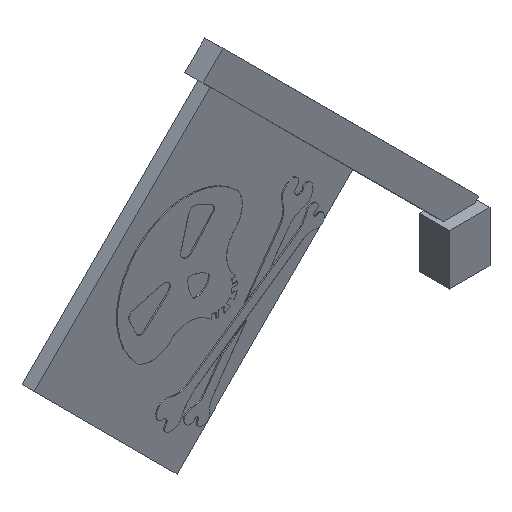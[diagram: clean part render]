
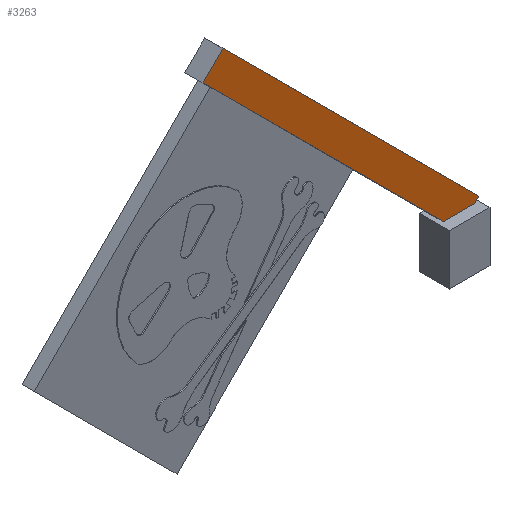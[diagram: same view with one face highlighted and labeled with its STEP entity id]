
A CAD part, isometric view. The second image highlights one B-rep face of the part: STEP entity #3263.
In plain terms, the highlighted planar face has unit normal (0, -1, 0).
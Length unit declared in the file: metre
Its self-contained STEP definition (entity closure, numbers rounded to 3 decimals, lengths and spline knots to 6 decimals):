
#144=LINE('',#5081,#453);
#155=LINE('',#5103,#464);
#165=LINE('',#5123,#474);
#168=LINE('',#5129,#477);
#169=LINE('',#5131,#478);
#453=VECTOR('',#3990,1.);
#464=VECTOR('',#4003,1.);
#474=VECTOR('',#4025,1.);
#477=VECTOR('',#4030,1.);
#478=VECTOR('',#4031,1.);
#840=ORIENTED_EDGE('',*,*,#1814,.F.);
#841=ORIENTED_EDGE('',*,*,#1827,.F.);
#842=ORIENTED_EDGE('',*,*,#1828,.F.);
#843=ORIENTED_EDGE('',*,*,#1824,.T.);
#844=ORIENTED_EDGE('',*,*,#1803,.T.);
#1803=EDGE_CURVE('',#2305,#2303,#144,.T.);
#1814=EDGE_CURVE('',#2314,#2303,#155,.T.);
#1824=EDGE_CURVE('',#2319,#2305,#165,.T.);
#1827=EDGE_CURVE('',#2321,#2314,#168,.T.);
#1828=EDGE_CURVE('',#2319,#2321,#169,.T.);
#2303=VERTEX_POINT('',#5079);
#2305=VERTEX_POINT('',#5082);
#2314=VERTEX_POINT('',#5102);
#2319=VERTEX_POINT('',#5124);
#2321=VERTEX_POINT('',#5130);
#2778=EDGE_LOOP('',(#840,#841,#842,#843,#844));
#2979=FACE_BOUND('',#2778,.T.);
#3174=PLANE('',#3549);
#3263=ADVANCED_FACE('',(#2979),#3174,.F.);
#3549=AXIS2_PLACEMENT_3D('',#5128,#4028,#4029);
#3990=DIRECTION('',(0.707,0.,-0.707));
#4003=DIRECTION('',(-1.,0.,0.));
#4025=DIRECTION('',(-0.707,0.,-0.707));
#4028=DIRECTION('',(0.,1.,0.));
#4029=DIRECTION('',(0.,0.,1.));
#4030=DIRECTION('',(-0.707,0.,-0.707));
#4031=DIRECTION('',(0.707,0.,-0.707));
#5079=CARTESIAN_POINT('',(-0.077675,0.0018,0.031));
#5081=CARTESIAN_POINT('',(-0.083225,0.0018,0.036551));
#5082=CARTESIAN_POINT('',(-0.089554,0.0018,0.042879));
#5102=CARTESIAN_POINT('',(-0.076119,0.0018,0.031));
#5103=CARTESIAN_POINT('',(-0.047986,0.0018,0.031));
#5123=CARTESIAN_POINT('',(-0.088564,0.0018,0.043869));
#5124=CARTESIAN_POINT('',(-0.088564,0.0018,0.043869));
#5128=CARTESIAN_POINT('',(-0.082235,0.0018,0.037541));
#5129=CARTESIAN_POINT('',(-0.075907,0.0018,0.031212));
#5130=CARTESIAN_POINT('',(-0.075907,0.0018,0.031212));
#5131=CARTESIAN_POINT('',(-0.082235,0.0018,0.037541));
